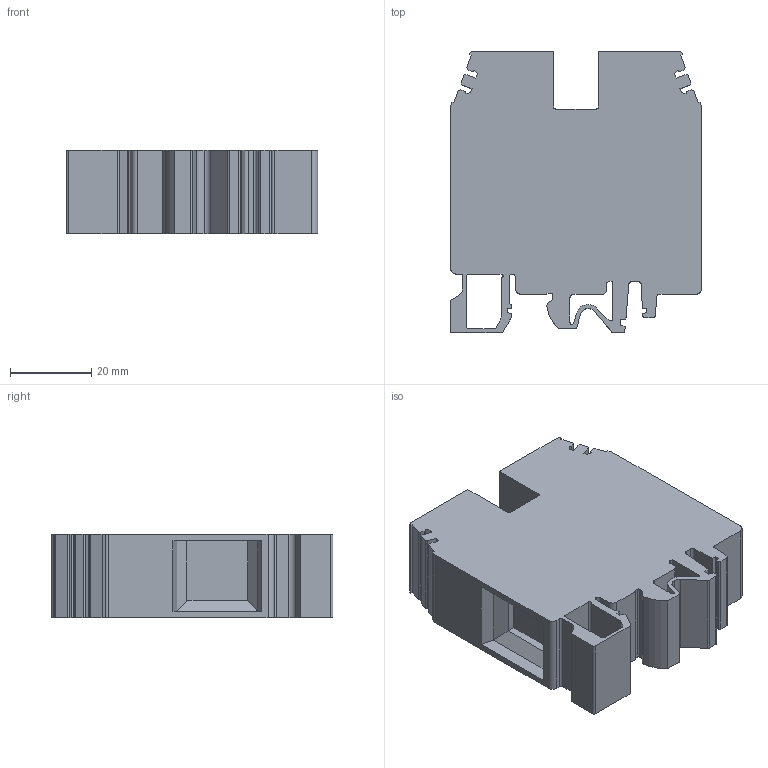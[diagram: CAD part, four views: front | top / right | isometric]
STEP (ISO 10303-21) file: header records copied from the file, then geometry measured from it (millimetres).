
FILE_DESCRIPTION(('OneSpaceDesigner STEP Export'),'2;1');
FILE_NAME('CBD.70.stp','2008-07-03T14:24:44',(''),(''),'OneSpace Designer STEP processor for AP214 (Solid Model)','OneSpace Modeling 15.50 10-Aug-2007 (C) CoCreate Software GmbH','');
FILE_SCHEMA(('AUTOMOTIVE_DESIGN { 1 0 10303 214 1 1 1 1 }'));
Length unit declared in the file: millimetre
Products named in the file (2): CBD.70
Assembly tree (1 placements, depth 2):
  CBD.70
    CBD.70
Bounding box: 62 x 69.5 x 20.5 mm (x, y, z)
Volume: 67529 mm3; surface area: 17443.3 mm2
Topology: 1 solids, 1 shells, 175 faces, 500 edges, 332 vertices
Faces by surface type: plane 120, cylinder 55
Entity records: 5585 total; most frequent: ORIENTED_EDGE 1000, CARTESIAN_POINT 977, DIRECTION 900, EDGE_CURVE 500, VECTOR 390, LINE 390, VERTEX_POINT 332, AXIS2_PLACEMENT_3D 255
